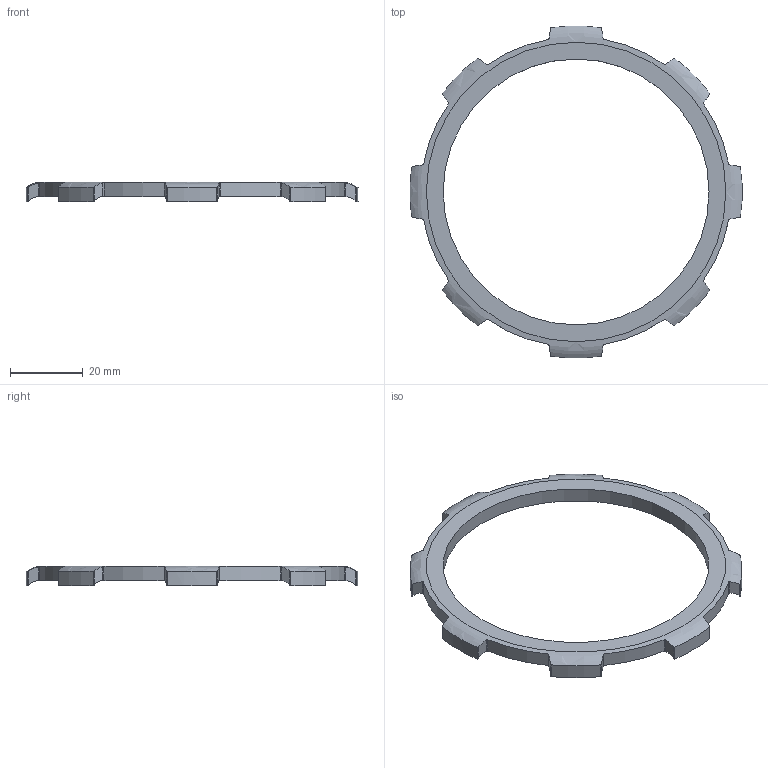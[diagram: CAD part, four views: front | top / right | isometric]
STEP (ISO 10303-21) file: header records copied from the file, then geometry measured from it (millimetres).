
FILE_DESCRIPTION(/* description */ ('Ground installation nut DN'),/* implementation_level */ '2;1');
FILE_NAME(/* name */ '',/* time_stamp */ '2025-06-09T14:27:20+07:00',/* author */ ('zeta-82'),/* organization */ ('ZETA'),/* preprocessor_version */ 'ST-DEVELOPER v19.2',/* originating_system */ 'Autodesk Inventor 2024',/* authorisation */ '');
FILE_SCHEMA (('AUTOMOTIVE_DESIGN { 1 0 10303 214 3 1 1 }'));
Length unit declared in the file: millimetre
Products named in the file (1): ЗЭТА.105.000.051-07
Bounding box: 91.54 x 91.49 x 5.5 mm (x, y, z)
Volume: 7407.5 mm3; surface area: 5974.7 mm2
Topology: 1 solids, 1 shells, 76 faces, 206 edges, 132 vertices
Faces by surface type: cylinder 49, plane 18, torus 9
Full cylindrical faces by diameter (mm): 73.3 x1
Entity records: 3294 total; most frequent: CARTESIAN_POINT 1487, ORIENTED_EDGE 412, DIRECTION 309, EDGE_CURVE 206, VERTEX_POINT 132, AXIS2_PLACEMENT_3D 122, B_SPLINE_CURVE_WITH_KNOTS 96, EDGE_LOOP 78
